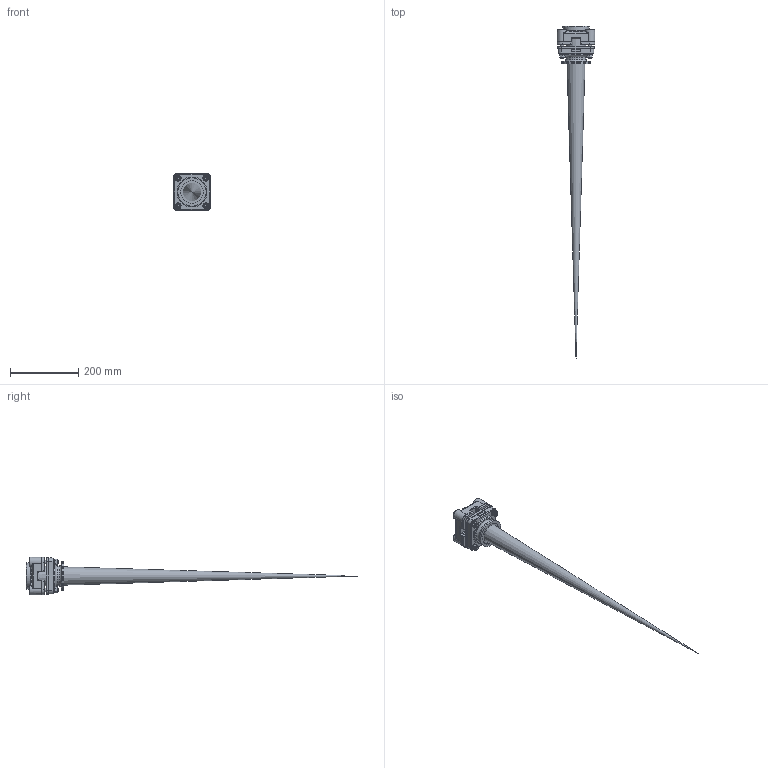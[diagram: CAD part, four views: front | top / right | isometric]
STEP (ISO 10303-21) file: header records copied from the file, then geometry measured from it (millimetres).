
FILE_DESCRIPTION(/* description */ ('2" FP MANIFOLD FLANGE, BOTTOM DRAIN, EPDM'),/* implementation_level */ '2;1');
FILE_NAME(/* name */ 'MBF220BD.stp',/* time_stamp */ '2020-04-24T16:55:02-04:00',/* author */ ('ETQ'),/* organization */ (''),/* preprocessor_version */ 'ST-DEVELOPER v17.2',/* originating_system */ 'Autodesk Inventor 2019',/* authorisation */ '');
FILE_SCHEMA (('AUTOMOTIVE_DESIGN { 1 0 10303 214 3 1 1 }'));
Length unit declared in the file: inch
Products named in the file (11): MBF220BD; BF221BD; BF278; V25378X; BF220GE; BF220GFE; BF306; BF304A; V20018; V20019; VL1004
Assembly tree (25 placements, depth 3):
  MBF220BD
    BF221BD
    BF278
      V25378X
    BF220GE
    BF220GFE  x4
    BF306  x4
    BF304A  x4
    V20018  x4
    V20019  x4
    VL1004
Bounding box: 109.93 x 970.58 x 109.94 mm (x, y, z)
Volume: 571511 mm3; surface area: 339257.1 mm2
Topology: 24 solids, 24 shells, 1275 faces, 3248 edges, 2029 vertices
Faces by surface type: cylinder 431, plane 337, cone 307, bspline 91, torus 81, sphere 28
Full cylindrical faces by diameter (mm): 8.236 x60, 9.525 x64, 9.652 x4, 10.414 x4, 11.125 x4, 18.288 x4, 18.847 x8, 18.923 x4, 28.575 x4, 50.8 x3, 58.674 x1, 66.548 x1, 66.802 x1, 76.2 x1, 83.058 x2
Entity records: 27539 total; most frequent: CARTESIAN_POINT 10652, ORIENTED_EDGE 3476, DIRECTION 3372, EDGE_CURVE 1738, AXIS2_PLACEMENT_3D 1313, VERTEX_POINT 1088, EDGE_LOOP 776, LINE 746
